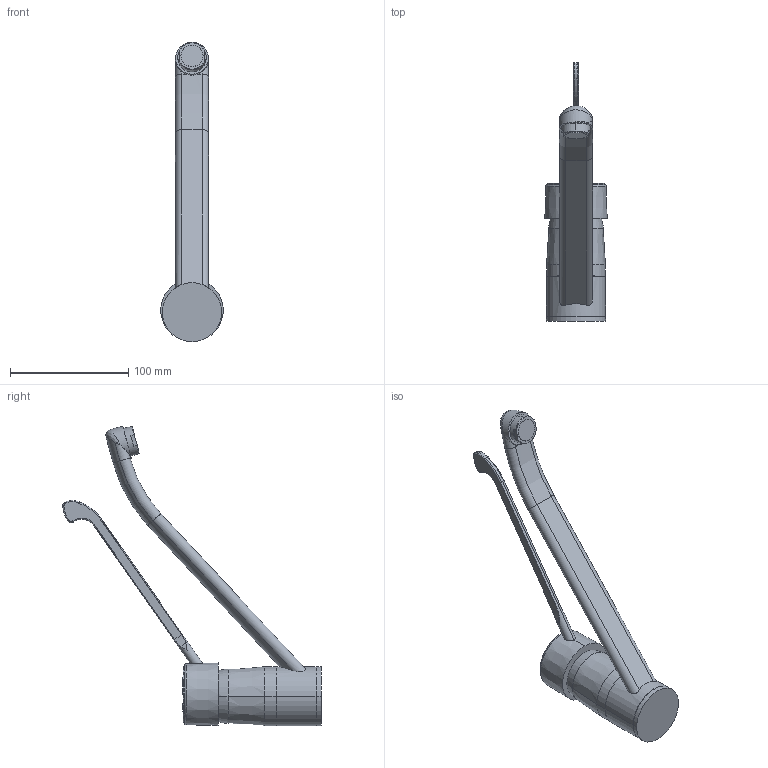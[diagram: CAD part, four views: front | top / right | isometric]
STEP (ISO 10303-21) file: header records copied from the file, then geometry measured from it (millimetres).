
FILE_DESCRIPTION((''),'2;1');
FILE_NAME('PE303CR_SW0001','2024-09-23T16:39:43',('alberto.gaboardi'),('PAFFONI SpA'),'CREO PARAMETRIC BY PTC INC, 2022124','CREO PARAMETRIC BY PTC INC, 2022124','');
FILE_SCHEMA(('CONFIG_CONTROL_DESIGN','SHAPE_APPEARANCE_LAYERS_GROUPS'));
Length unit declared in the file: millimetre
Products named in the file (1): PE303CR_SW0001
Bounding box: 53 x 218.78 x 253.52 mm (x, y, z)
Volume: 309546.3 mm3; surface area: 60322 mm2
Topology: 2 solids, 14 shells, 191 faces, 394 edges, 247 vertices
Faces by surface type: cylinder 74, plane 51, torus 21, bspline 19, sphere 14, cone 12
Entity records: 8211 total; most frequent: CARTESIAN_POINT 2897, DIRECTION 838, ORIENTED_EDGE 780, EDGE_CURVE 390, AXIS2_PLACEMENT_3D 364, VERTEX_POINT 247, EDGE_LOOP 213, CIRCLE 192
